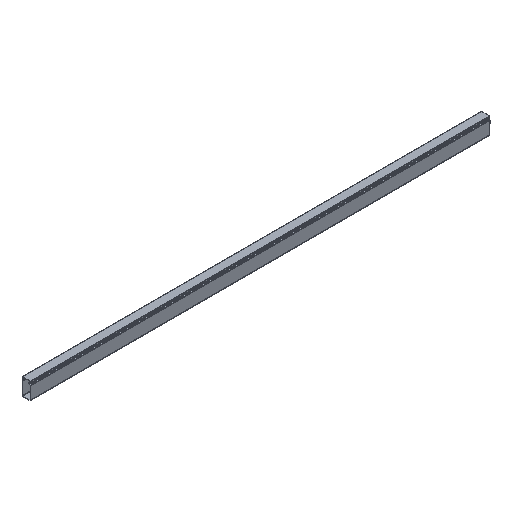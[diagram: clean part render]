
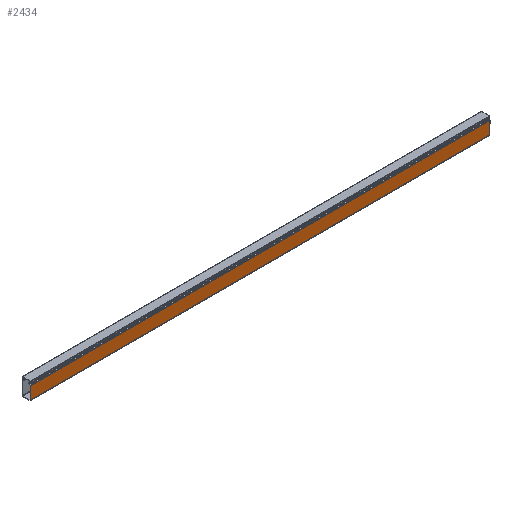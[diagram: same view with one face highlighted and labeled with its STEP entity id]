
A CAD part, isometric view. The second image highlights one B-rep face of the part: STEP entity #2434.
In plain terms, the highlighted face is planar.
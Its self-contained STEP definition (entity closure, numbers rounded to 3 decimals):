
#61 = CARTESIAN_POINT ( 'NONE',  ( 18.011, -48.6, -2000. ) ) ;
#181 = VERTEX_POINT ( 'NONE', #3558 ) ;
#339 = VERTEX_POINT ( 'NONE', #3250 ) ;
#721 = LINE ( 'NONE', #1975, #2934 ) ;
#771 = VECTOR ( 'NONE', #2684, 1000. ) ;
#883 = EDGE_LOOP ( 'NONE', ( #3342, #3433, #3525, #2143 ) ) ;
#1003 = FACE_OUTER_BOUND ( 'NONE', #883, .T. ) ;
#1121 = LINE ( 'NONE', #1335, #2595 ) ;
#1169 = DIRECTION ( 'NONE',  ( 0., 0., 1. ) ) ;
#1278 = AXIS2_PLACEMENT_3D ( 'NONE', #3646, #3641, #3638 ) ;
#1306 = DIRECTION ( 'NONE',  ( 0., -1., 0. ) ) ;
#1335 = CARTESIAN_POINT ( 'NONE',  ( 18.011, -45.754, 0. ) ) ;
#1593 = EDGE_CURVE ( 'NONE', #2039, #181, #2109, .T. ) ;
#1649 = CARTESIAN_POINT ( 'NONE',  ( 18.011, -48.6, -262.507 ) ) ;
#1975 = CARTESIAN_POINT ( 'NONE',  ( 18.011, 5.455, -162.507 ) ) ;
#2018 = DIRECTION ( 'NONE',  ( 0., 0., 1. ) ) ;
#2039 = VERTEX_POINT ( 'NONE', #61 ) ;
#2109 = LINE ( 'NONE', #3308, #771 ) ;
#2143 = ORIENTED_EDGE ( 'NONE', *, *, #1593, .T. ) ;
#2164 = CARTESIAN_POINT ( 'NONE',  ( 18.011, -48.6, 0. ) ) ;
#2272 = EDGE_CURVE ( 'NONE', #2039, #3135, #2446, .T. ) ;
#2410 = PLANE ( 'NONE',  #1278 ) ;
#2434 = ADVANCED_FACE ( 'NONE', ( #1003 ), #2410, .T. ) ;
#2446 = LINE ( 'NONE', #1649, #2643 ) ;
#2595 = VECTOR ( 'NONE', #1306, 1000. ) ;
#2643 = VECTOR ( 'NONE', #1169, 1000. ) ;
#2684 = DIRECTION ( 'NONE',  ( 0., 1., 0. ) ) ;
#2934 = VECTOR ( 'NONE', #2018, 1000. ) ;
#3135 = VERTEX_POINT ( 'NONE', #2164 ) ;
#3236 = EDGE_CURVE ( 'NONE', #181, #339, #721, .T. ) ;
#3250 = CARTESIAN_POINT ( 'NONE',  ( 18.011, 5.455, 0. ) ) ;
#3308 = CARTESIAN_POINT ( 'NONE',  ( 18.011, -48.6, -2000. ) ) ;
#3342 = ORIENTED_EDGE ( 'NONE', *, *, #3236, .T. ) ;
#3433 = ORIENTED_EDGE ( 'NONE', *, *, #3460, .T. ) ;
#3460 = EDGE_CURVE ( 'NONE', #339, #3135, #1121, .T. ) ;
#3525 = ORIENTED_EDGE ( 'NONE', *, *, #2272, .F. ) ;
#3558 = CARTESIAN_POINT ( 'NONE',  ( 18.011, 5.455, -2000. ) ) ;
#3638 = DIRECTION ( 'NONE',  ( 0., 0., -1. ) ) ;
#3641 = DIRECTION ( 'NONE',  ( 1., 0., 0. ) ) ;
#3646 = CARTESIAN_POINT ( 'NONE',  ( 18.011, -45.754, -162.507 ) ) ;
